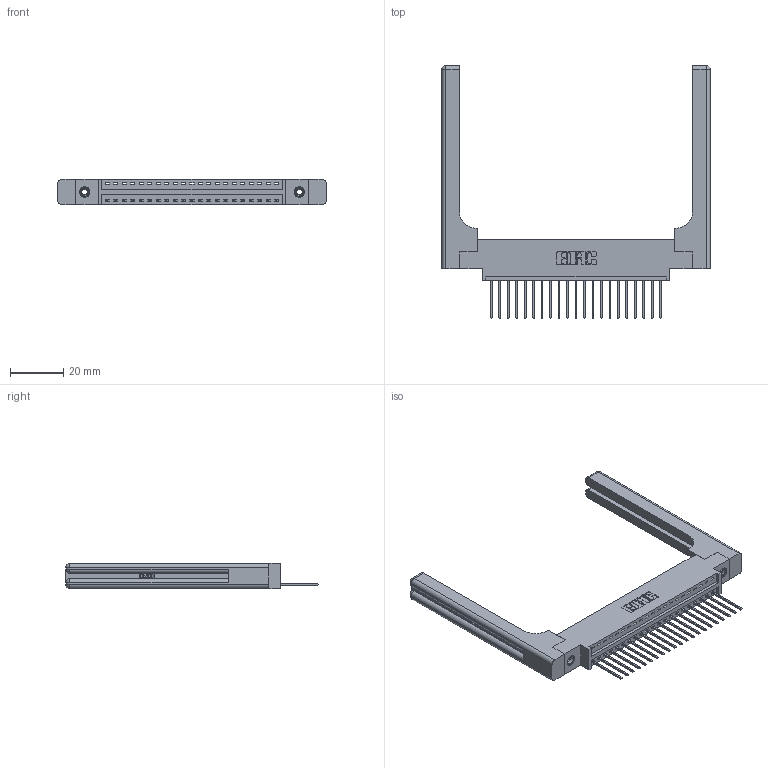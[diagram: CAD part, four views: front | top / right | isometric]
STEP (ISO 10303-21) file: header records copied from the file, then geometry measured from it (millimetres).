
FILE_DESCRIPTION (( 'STEP AP203' ), '1' );
FILE_NAME ('346-021-540-658.STEP', '2022-05-05T18:19:13', ( '' ), ( '' ), 'SwSTEP 2.0', 'SolidWorks 2020', '' );
FILE_SCHEMA (( 'CONFIG_CONTROL_DESIGN' ));
Length unit declared in the file: inch
Products named in the file (5): 346 Part_0.170 Offset - 0.156 Dia-TH; 346-021-540-658; 345-250-001_345-250-001-102; 345-292-001_345-293-140; 346-220-058_345-220-058
Assembly tree (26 placements, depth 2):
  346-021-540-658
    346 Part_0.170 Offset - 0.156 Dia-TH
    345-292-001_345-293-140  x21
    345-250-001_345-250-001-102  x2
    346-220-058_345-220-058  x2
Bounding box: 100.74 x 94.74 x 9.4 mm (x, y, z)
Volume: 16872.1 mm3; surface area: 17034.1 mm2
Topology: 26 solids, 26 shells, 1614 faces, 4739 edges, 3110 vertices
Faces by surface type: plane 1082, cylinder 472, bspline 36, cone 12, sphere 8, torus 4
Entity records: 21608 total; most frequent: CARTESIAN_POINT 4694, ORIENTED_EDGE 3444, DIRECTION 3096, EDGE_CURVE 1722, VECTOR 1414, LINE 1414, VERTEX_POINT 1138, AXIS2_PLACEMENT_3D 841
